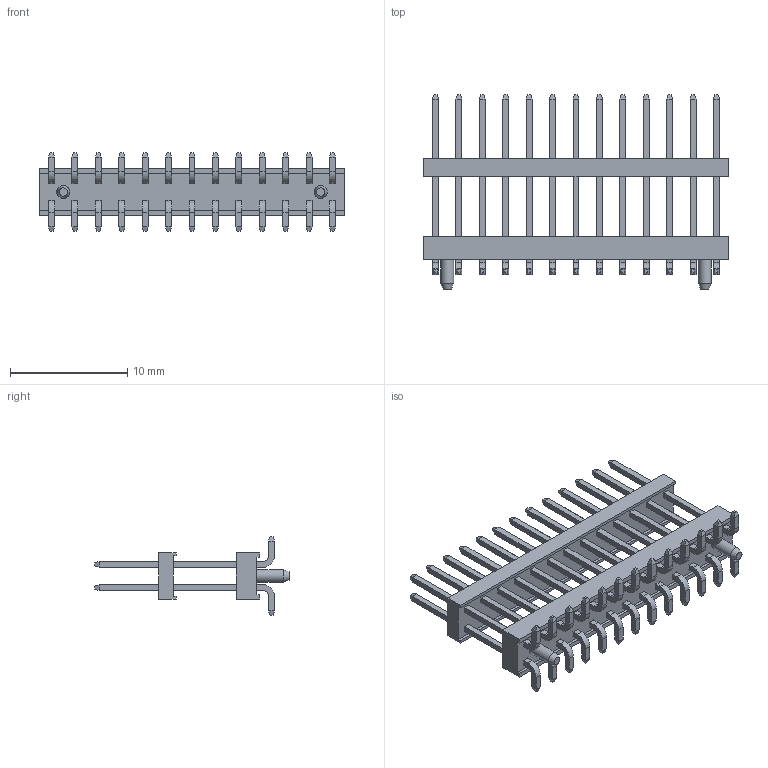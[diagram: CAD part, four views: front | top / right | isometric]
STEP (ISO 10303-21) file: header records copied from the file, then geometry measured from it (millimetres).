
FILE_DESCRIPTION( ( 'STEP AP214' ), ' ' );
FILE_NAME( 'TW-13-06-L-D-390-SM-A.stp', '2017-12-11T22:01:20', ( '' ), ( '' ), ' ', 'PARTsolutions', ' ' );
FILE_SCHEMA( ( 'AUTOMOTIVE_DESIGN { 1 0 10303 214 1 1 1 1 }' ) );
Length unit declared in the file: inch
Products named in the file (4): TW-13-06-L-D-390-SM-A; _TW-13-06-L-D-390-SM-A_pin; _TW-13-06-L-D-390-SM-A_bottom_body; _TW-13-06-L-D-390-SM-A_top_body
Assembly tree (3 placements, depth 2):
  TW-13-06-L-D-390-SM-A
    _TW-13-06-L-D-390-SM-A_pin
    _TW-13-06-L-D-390-SM-A_bottom_body
    _TW-13-06-L-D-390-SM-A_top_body
Bounding box: 26 x 16.64 x 6.73 mm (x, y, z)
Volume: 443.2 mm3; surface area: 1837.4 mm2
Topology: 3 solids, 3 shells, 808 faces, 2192 edges, 1392 vertices
Faces by surface type: plane 752, cylinder 54, cone 2
Full cylindrical faces by diameter (mm): 1.092 x2
Entity records: 31426 total; most frequent: CARTESIAN_POINT 4388, ORIENTED_EDGE 4372, DIRECTION 3920, EDGE_CURVE 2186, LINE 2076, VECTOR 2076, VERTEX_POINT 1390, AXIS2_PLACEMENT_3D 922
